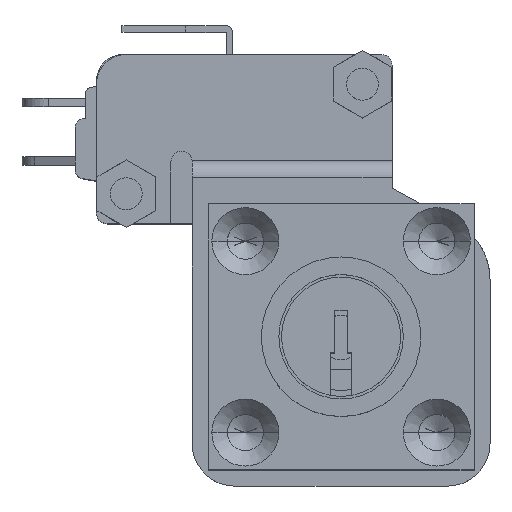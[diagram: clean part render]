
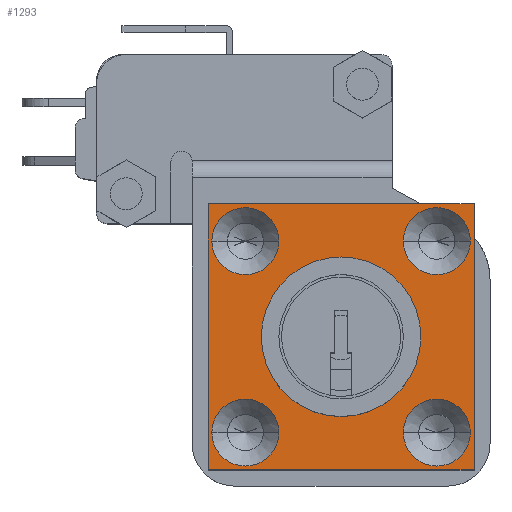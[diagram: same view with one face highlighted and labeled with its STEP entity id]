
A CAD part, top view. The second image highlights one B-rep face of the part: STEP entity #1293.
In plain terms, the highlighted planar face has unit normal (0, 0, 1).
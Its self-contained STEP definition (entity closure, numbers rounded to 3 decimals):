
#808 = CIRCLE ( 'NONE', #810, 3.15 ) ;
#810 = AXIS2_PLACEMENT_3D ( 'NONE', #12696, #12697, #12698 ) ;
#821 = CIRCLE ( 'NONE', #824, 3.15 ) ;
#824 = AXIS2_PLACEMENT_3D ( 'NONE', #12717, #12718, #12719 ) ;
#838 = CIRCLE ( 'NONE', #840, 3.15 ) ;
#840 = AXIS2_PLACEMENT_3D ( 'NONE', #12738, #12739, #12740 ) ;
#851 = CIRCLE ( 'NONE', #853, 3.15 ) ;
#853 = AXIS2_PLACEMENT_3D ( 'NONE', #12759, #12760, #12761 ) ;
#1145 = AXIS2_PLACEMENT_3D ( 'NONE', #9798, #9799, #9800 ) ;
#1293 = ADVANCED_FACE ( 'NONE', ( #8910, #8911, #8912, #8913, #8914, #8915 ), #9797, .T. ) ;
#1538 = CIRCLE ( 'NONE', #7102, 3.15 ) ;
#3032 = EDGE_LOOP ( 'NONE', ( #5567, #5569 ) ) ;
#3033 = EDGE_LOOP ( 'NONE', ( #5565, #5571 ) ) ;
#3034 = EDGE_LOOP ( 'NONE', ( #5568, #5573 ) ) ;
#3035 = EDGE_LOOP ( 'NONE', ( #5570, #5574 ) ) ;
#3036 = EDGE_LOOP ( 'NONE', ( #5572, #5576, #5575, #5577 ) ) ;
#3037 = EDGE_LOOP ( 'NONE', ( #5579, #5578 ) ) ;
#3202 = VERTEX_POINT ( 'NONE', #10790 ) ;
#3203 = VERTEX_POINT ( 'NONE', #10791 ) ;
#3204 = VERTEX_POINT ( 'NONE', #10792 ) ;
#3205 = VERTEX_POINT ( 'NONE', #10793 ) ;
#3295 = VERTEX_POINT ( 'NONE', #10883 ) ;
#3296 = VERTEX_POINT ( 'NONE', #10884 ) ;
#3389 = VERTEX_POINT ( 'NONE', #10977 ) ;
#3390 = VERTEX_POINT ( 'NONE', #10978 ) ;
#3396 = VERTEX_POINT ( 'NONE', #10984 ) ;
#3397 = VERTEX_POINT ( 'NONE', #10985 ) ;
#3403 = VERTEX_POINT ( 'NONE', #10991 ) ;
#3404 = VERTEX_POINT ( 'NONE', #10992 ) ;
#3410 = VERTEX_POINT ( 'NONE', #10998 ) ;
#3411 = VERTEX_POINT ( 'NONE', #10999 ) ;
#4657 = EDGE_CURVE ( 'NONE', #3411, #3410, #808, .T. ) ;
#4666 = EDGE_CURVE ( 'NONE', #3404, #3403, #821, .T. ) ;
#4675 = EDGE_CURVE ( 'NONE', #3397, #3396, #838, .T. ) ;
#4684 = EDGE_CURVE ( 'NONE', #3390, #3389, #851, .T. ) ;
#4726 = EDGE_CURVE ( 'NONE', #3295, #3296, #7096, .T. ) ;
#4727 = EDGE_CURVE ( 'NONE', #3410, #3411, #7097, .T. ) ;
#4728 = EDGE_CURVE ( 'NONE', #3403, #3404, #7086, .T. ) ;
#4729 = EDGE_CURVE ( 'NONE', #3396, #3397, #7098, .T. ) ;
#4730 = EDGE_CURVE ( 'NONE', #3389, #3390, #1538, .T. ) ;
#4731 = EDGE_CURVE ( 'NONE', #3204, #3203, #11885, .T. ) ;
#4732 = EDGE_CURVE ( 'NONE', #3205, #3204, #11886, .T. ) ;
#4733 = EDGE_CURVE ( 'NONE', #3203, #3202, #11887, .T. ) ;
#4735 = EDGE_CURVE ( 'NONE', #3202, #3205, #11889, .T. ) ;
#5565 = ORIENTED_EDGE ( 'NONE', *, *, #4728, .F. ) ;
#5567 = ORIENTED_EDGE ( 'NONE', *, *, #4727, .F. ) ;
#5568 = ORIENTED_EDGE ( 'NONE', *, *, #4729, .F. ) ;
#5569 = ORIENTED_EDGE ( 'NONE', *, *, #4657, .F. ) ;
#5570 = ORIENTED_EDGE ( 'NONE', *, *, #4730, .F. ) ;
#5571 = ORIENTED_EDGE ( 'NONE', *, *, #4666, .F. ) ;
#5572 = ORIENTED_EDGE ( 'NONE', *, *, #4732, .T. ) ;
#5573 = ORIENTED_EDGE ( 'NONE', *, *, #4675, .F. ) ;
#5574 = ORIENTED_EDGE ( 'NONE', *, *, #4684, .F. ) ;
#5575 = ORIENTED_EDGE ( 'NONE', *, *, #4733, .T. ) ;
#5576 = ORIENTED_EDGE ( 'NONE', *, *, #4731, .T. ) ;
#5577 = ORIENTED_EDGE ( 'NONE', *, *, #4735, .T. ) ;
#5578 = ORIENTED_EDGE ( 'NONE', *, *, #4726, .F. ) ;
#5579 = ORIENTED_EDGE ( 'NONE', *, *, #8402, .F. ) ;
#7086 = CIRCLE ( 'NONE', #7100, 3.15 ) ;
#7094 = AXIS2_PLACEMENT_3D ( 'NONE', #12867, #12868, #12869 ) ;
#7096 = CIRCLE ( 'NONE', #7094, 7.5 ) ;
#7097 = CIRCLE ( 'NONE', #7099, 3.15 ) ;
#7098 = CIRCLE ( 'NONE', #7101, 3.15 ) ;
#7099 = AXIS2_PLACEMENT_3D ( 'NONE', #12870, #12871, #12872 ) ;
#7100 = AXIS2_PLACEMENT_3D ( 'NONE', #12873, #12874, #12875 ) ;
#7101 = AXIS2_PLACEMENT_3D ( 'NONE', #12876, #12877, #12878 ) ;
#7102 = AXIS2_PLACEMENT_3D ( 'NONE', #12879, #12880, #12881 ) ;
#7103 = VECTOR ( 'NONE', #12883, 1000. ) ;
#7104 = VECTOR ( 'NONE', #12885, 1000. ) ;
#7105 = VECTOR ( 'NONE', #12887, 1000. ) ;
#7107 = VECTOR ( 'NONE', #12891, 1000. ) ;
#8402 = EDGE_CURVE ( 'NONE', #3296, #3295, #16872, .T. ) ;
#8910 = FACE_BOUND ( 'NONE', #3032, .T. ) ;
#8911 = FACE_BOUND ( 'NONE', #3033, .T. ) ;
#8912 = FACE_BOUND ( 'NONE', #3034, .T. ) ;
#8913 = FACE_BOUND ( 'NONE', #3035, .T. ) ;
#8914 = FACE_OUTER_BOUND ( 'NONE', #3036, .T. ) ;
#8915 = FACE_BOUND ( 'NONE', #3037, .T. ) ;
#9797 = PLANE ( 'NONE',  #1145 ) ;
#9798 = CARTESIAN_POINT ( 'NONE',  ( -12.5, -12.5, -5. ) ) ;
#9799 = DIRECTION ( 'NONE',  ( 0., 0., 1. ) ) ;
#9800 = DIRECTION ( 'NONE',  ( 1., 0., 0. ) ) ;
#10790 = CARTESIAN_POINT ( 'NONE',  ( 12.5, 12.5, -5. ) ) ;
#10791 = CARTESIAN_POINT ( 'NONE',  ( 12.5, -12.5, -5. ) ) ;
#10792 = CARTESIAN_POINT ( 'NONE',  ( -12.5, -12.5, -5. ) ) ;
#10793 = CARTESIAN_POINT ( 'NONE',  ( -12.5, 12.5, -5. ) ) ;
#10883 = CARTESIAN_POINT ( 'NONE',  ( -7.5, 0., -5. ) ) ;
#10884 = CARTESIAN_POINT ( 'NONE',  ( 7.5, 0., -5. ) ) ;
#10977 = CARTESIAN_POINT ( 'NONE',  ( -5.85, -9., -5. ) ) ;
#10978 = CARTESIAN_POINT ( 'NONE',  ( -12.15, -9., -5. ) ) ;
#10984 = CARTESIAN_POINT ( 'NONE',  ( 12.15, -9., -5. ) ) ;
#10985 = CARTESIAN_POINT ( 'NONE',  ( 5.85, -9., -5. ) ) ;
#10991 = CARTESIAN_POINT ( 'NONE',  ( 12.15, 9., -5. ) ) ;
#10992 = CARTESIAN_POINT ( 'NONE',  ( 5.85, 9., -5. ) ) ;
#10998 = CARTESIAN_POINT ( 'NONE',  ( -5.85, 9., -5. ) ) ;
#10999 = CARTESIAN_POINT ( 'NONE',  ( -12.15, 9., -5. ) ) ;
#11885 = LINE ( 'NONE', #12882, #7103 ) ;
#11886 = LINE ( 'NONE', #12884, #7104 ) ;
#11887 = LINE ( 'NONE', #12886, #7105 ) ;
#11889 = LINE ( 'NONE', #12890, #7107 ) ;
#12696 = CARTESIAN_POINT ( 'NONE',  ( -9., 9., -5. ) ) ;
#12697 = DIRECTION ( 'NONE',  ( 0., 0., 1. ) ) ;
#12698 = DIRECTION ( 'NONE',  ( 1., 0., 0. ) ) ;
#12717 = CARTESIAN_POINT ( 'NONE',  ( 9., 9., -5. ) ) ;
#12718 = DIRECTION ( 'NONE',  ( 0., 0., 1. ) ) ;
#12719 = DIRECTION ( 'NONE',  ( 1., 0., 0. ) ) ;
#12738 = CARTESIAN_POINT ( 'NONE',  ( 9., -9., -5. ) ) ;
#12739 = DIRECTION ( 'NONE',  ( 0., 0., 1. ) ) ;
#12740 = DIRECTION ( 'NONE',  ( 1., 0., 0. ) ) ;
#12759 = CARTESIAN_POINT ( 'NONE',  ( -9., -9., -5. ) ) ;
#12760 = DIRECTION ( 'NONE',  ( 0., 0., 1. ) ) ;
#12761 = DIRECTION ( 'NONE',  ( 1., 0., 0. ) ) ;
#12867 = CARTESIAN_POINT ( 'NONE',  ( 0., 0., -5. ) ) ;
#12868 = DIRECTION ( 'NONE',  ( 0., 0., 1. ) ) ;
#12869 = DIRECTION ( 'NONE',  ( 1., 0., 0. ) ) ;
#12870 = CARTESIAN_POINT ( 'NONE',  ( -9., 9., -5. ) ) ;
#12871 = DIRECTION ( 'NONE',  ( 0., 0., 1. ) ) ;
#12872 = DIRECTION ( 'NONE',  ( 1., 0., 0. ) ) ;
#12873 = CARTESIAN_POINT ( 'NONE',  ( 9., 9., -5. ) ) ;
#12874 = DIRECTION ( 'NONE',  ( 0., 0., 1. ) ) ;
#12875 = DIRECTION ( 'NONE',  ( 1., 0., 0. ) ) ;
#12876 = CARTESIAN_POINT ( 'NONE',  ( 9., -9., -5. ) ) ;
#12877 = DIRECTION ( 'NONE',  ( 0., 0., 1. ) ) ;
#12878 = DIRECTION ( 'NONE',  ( 1., 0., 0. ) ) ;
#12879 = CARTESIAN_POINT ( 'NONE',  ( -9., -9., -5. ) ) ;
#12880 = DIRECTION ( 'NONE',  ( 0., 0., 1. ) ) ;
#12881 = DIRECTION ( 'NONE',  ( 1., 0., 0. ) ) ;
#12882 = CARTESIAN_POINT ( 'NONE',  ( -12.5, -12.5, -5. ) ) ;
#12883 = DIRECTION ( 'NONE',  ( 1., 0., 0. ) ) ;
#12884 = CARTESIAN_POINT ( 'NONE',  ( -12.5, 12.5, -5. ) ) ;
#12885 = DIRECTION ( 'NONE',  ( 0., -1., 0. ) ) ;
#12886 = CARTESIAN_POINT ( 'NONE',  ( 12.5, 12.5, -5. ) ) ;
#12887 = DIRECTION ( 'NONE',  ( 0., 1., 0. ) ) ;
#12890 = CARTESIAN_POINT ( 'NONE',  ( -12.5, 12.5, -5. ) ) ;
#12891 = DIRECTION ( 'NONE',  ( -1., 0., 0. ) ) ;
#16261 = CARTESIAN_POINT ( 'NONE',  ( 0., 0., -5. ) ) ;
#16262 = DIRECTION ( 'NONE',  ( 0., 0., 1. ) ) ;
#16263 = DIRECTION ( 'NONE',  ( 1., 0., 0. ) ) ;
#16872 = CIRCLE ( 'NONE', #16874, 7.5 ) ;
#16874 = AXIS2_PLACEMENT_3D ( 'NONE', #16261, #16262, #16263 ) ;
